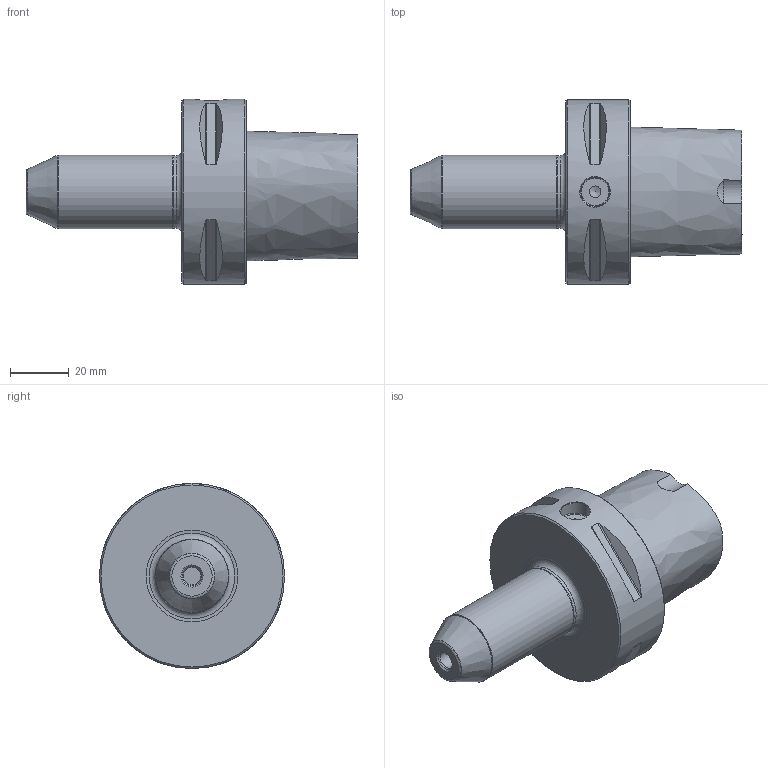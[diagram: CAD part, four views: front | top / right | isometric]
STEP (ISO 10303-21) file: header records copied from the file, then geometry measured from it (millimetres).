
FILE_DESCRIPTION(/* description */ (''),/* implementation_level */ '2;1');
FILE_NAME(/* name */ 'AC6-EM-06-075.stp',/* time_stamp */ '2024-12-10T11:09:08+03:00',/* author */ (''),/* organization */ (''),/* preprocessor_version */ 'ST-DEVELOPER v19.4',/* originating_system */ 'SIEMENS PLM Software NX2306.9102',/* authorisation */ '');
FILE_SCHEMA (('AUTOMOTIVE_DESIGN { 1 0 10303 214 3 1 1 1 }'));
Length unit declared in the file: millimetre
Products named in the file (1): AC6-EM-06-075-Light Step-Dxf_objects
Bounding box: 113 x 63 x 63 mm (x, y, z)
Volume: 144617.2 mm3; surface area: 20247.1 mm2
Topology: 1 solids, 1 shells, 52 faces, 113 edges, 70 vertices
Faces by surface type: plane 18, cylinder 15, cone 13, torus 4, bspline 2
Full cylindrical faces by diameter (mm): 4 x1, 6 x1, 10 x1, 24.8 x1, 25 x1, 63 x1
Entity records: 1913 total; most frequent: CARTESIAN_POINT 894, DIRECTION 198, ORIENTED_EDGE 164, AXIS2_PLACEMENT_3D 87, EDGE_LOOP 84, EDGE_CURVE 82, VERTEX_POINT 65, FACE_BOUND 61
